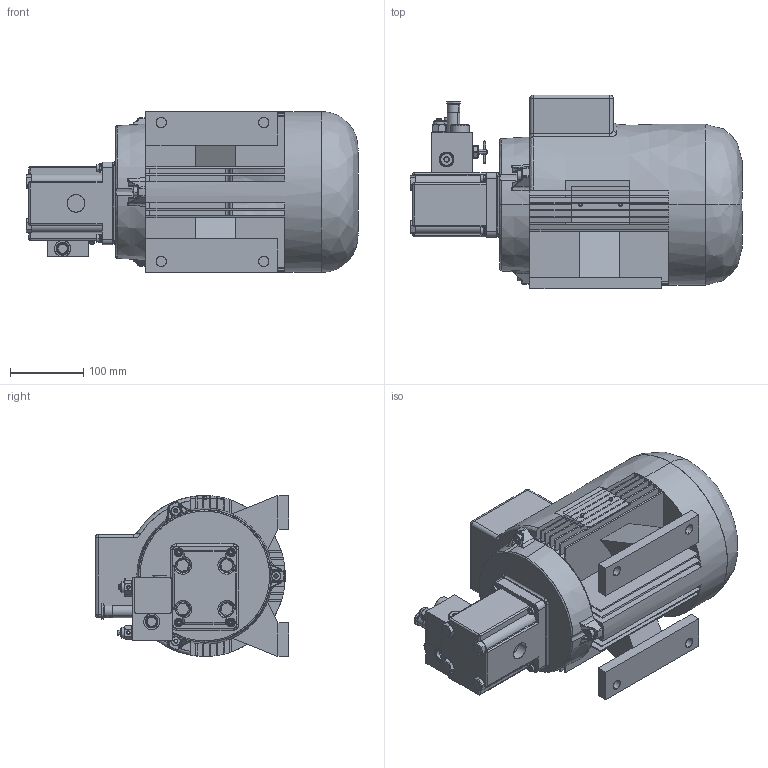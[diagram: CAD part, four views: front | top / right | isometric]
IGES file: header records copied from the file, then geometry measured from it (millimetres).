
Start section: SolidWorks IGES file using analytic representation for surfaces
Global section: file name: MD_2450.IGS; native system: SolidWorks 2012; preprocessor: SolidWorks 2012; author: P.Mehta; date: 130926.141430; units: millimetre
Bounding box: 454 x 265 x 220 mm (x, y, z)
Surface area: 662251.1 mm2 (no closed solid volume)
Topology: 0 solids, 0 shells, 793 faces, 10925 edges, 10905 vertices
Faces by surface type: bspline 451, revolution 342
